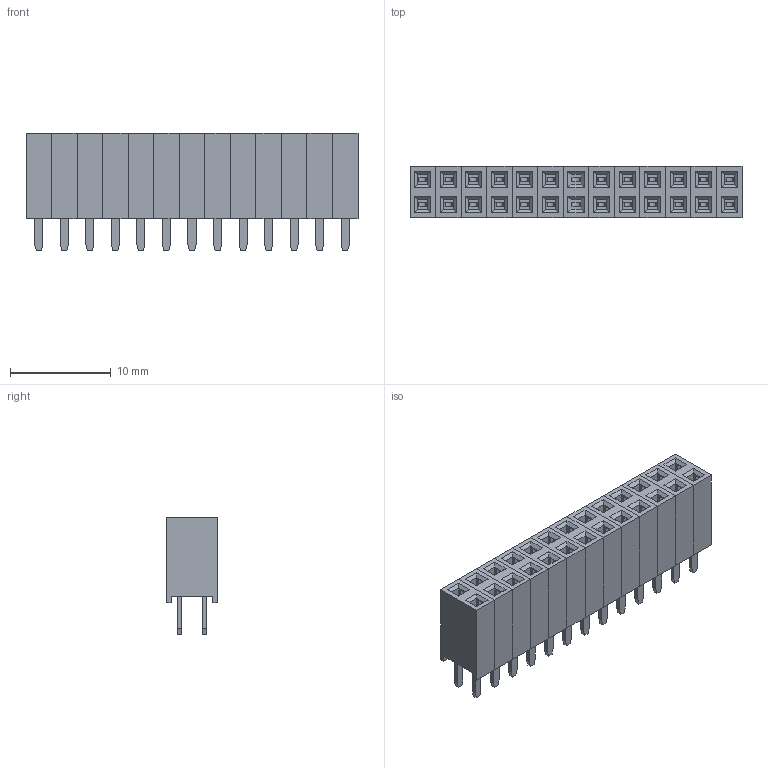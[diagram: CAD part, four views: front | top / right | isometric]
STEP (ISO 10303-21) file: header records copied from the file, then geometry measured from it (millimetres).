
FILE_DESCRIPTION (( 'STEP AP214' ), '1' );
FILE_NAME ('User Library-HeaderRangLuocKepThang2.54mm.STEP', '2017-12-01T09:22:28', ( '' ), ( '' ), 'SwSTEP 2.0', 'SolidWorks 2017', '' );
FILE_SCHEMA (( 'AUTOMOTIVE_DESIGN' ));
Length unit declared in the file: millimetre
Products named in the file (1): User Library-HeaderRangLuocKepThang2.54mm
Bounding box: 33.02 x 5.08 x 11.7 mm (x, y, z)
Volume: 1170.2 mm3; surface area: 3889.4 mm2
Topology: 13 solids, 13 shells, 1118 faces, 3172 edges, 2080 vertices
Faces by surface type: plane 1092, cylinder 26
Entity records: 48064 total; most frequent: CARTESIAN_POINT 6371, ORIENTED_EDGE 6344, DIRECTION 5462, EDGE_CURVE 3172, VECTOR 3120, LINE 3120, VERTEX_POINT 2080, EDGE_LOOP 1222
